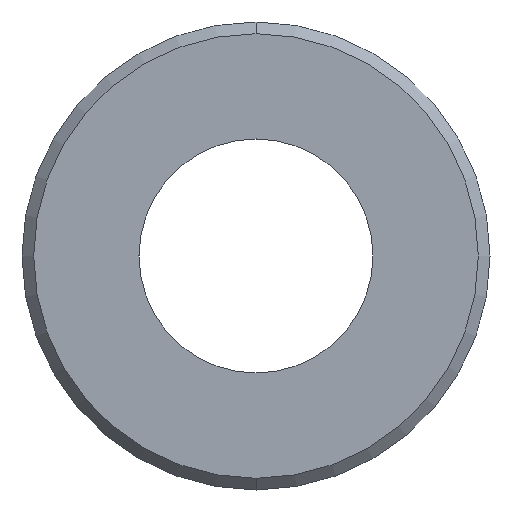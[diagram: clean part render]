
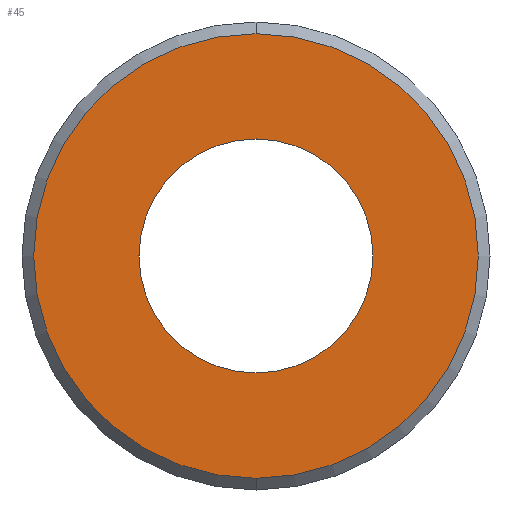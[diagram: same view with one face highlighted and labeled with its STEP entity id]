
A CAD part, front view. The second image highlights one B-rep face of the part: STEP entity #45.
In plain terms, the highlighted planar face has unit normal (0, -1, 0).
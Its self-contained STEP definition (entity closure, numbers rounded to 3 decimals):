
#16 = EDGE_CURVE ( 'NONE', #351, #368, #131, .T. ) ;
#17 = EDGE_CURVE ( 'NONE', #335, #369, #143, .T. ) ;
#24 = EDGE_CURVE ( 'NONE', #369, #335, #127, .T. ) ;
#44 = EDGE_CURVE ( 'NONE', #368, #351, #136, .T. ) ;
#45 = ADVANCED_FACE ( 'NONE', ( #396, #373 ), #162, .T. ) ;
#90 = AXIS2_PLACEMENT_3D ( 'NONE', #153, #189, #257 ) ;
#93 = AXIS2_PLACEMENT_3D ( 'NONE', #259, #149, #302 ) ;
#95 = AXIS2_PLACEMENT_3D ( 'NONE', #229, #231, #244 ) ;
#113 = AXIS2_PLACEMENT_3D ( 'NONE', #236, #235, #232 ) ;
#127 = CIRCLE ( 'NONE', #133, 5. ) ;
#131 = CIRCLE ( 'NONE', #90, 9.5 ) ;
#133 = AXIS2_PLACEMENT_3D ( 'NONE', #157, #212, #186 ) ;
#136 = CIRCLE ( 'NONE', #113, 9.5 ) ;
#143 = CIRCLE ( 'NONE', #93, 5. ) ;
#149 = DIRECTION ( 'NONE',  ( 0., -1., 0. ) ) ;
#153 = CARTESIAN_POINT ( 'NONE',  ( 0., 0., 0. ) ) ;
#157 = CARTESIAN_POINT ( 'NONE',  ( 0., 0., 0. ) ) ;
#162 = PLANE ( 'NONE',  #95 ) ;
#172 = CARTESIAN_POINT ( 'NONE',  ( 0., 0., -9.5 ) ) ;
#178 = CARTESIAN_POINT ( 'NONE',  ( 0., 0., 5. ) ) ;
#186 = DIRECTION ( 'NONE',  ( 0., 0., -1. ) ) ;
#189 = DIRECTION ( 'NONE',  ( 0., -1., 0. ) ) ;
#212 = DIRECTION ( 'NONE',  ( 0., -1., 0. ) ) ;
#222 = CARTESIAN_POINT ( 'NONE',  ( 0., 0., -5. ) ) ;
#229 = CARTESIAN_POINT ( 'NONE',  ( 5., 0., 0. ) ) ;
#230 = CARTESIAN_POINT ( 'NONE',  ( 0., 0., 9.5 ) ) ;
#231 = DIRECTION ( 'NONE',  ( 0., -1., 0. ) ) ;
#232 = DIRECTION ( 'NONE',  ( 0., 0., -1. ) ) ;
#235 = DIRECTION ( 'NONE',  ( 0., -1., 0. ) ) ;
#236 = CARTESIAN_POINT ( 'NONE',  ( 0., 0., 0. ) ) ;
#244 = DIRECTION ( 'NONE',  ( 0., 0., -1. ) ) ;
#257 = DIRECTION ( 'NONE',  ( 0., 0., -1. ) ) ;
#259 = CARTESIAN_POINT ( 'NONE',  ( 0., 0., 0. ) ) ;
#302 = DIRECTION ( 'NONE',  ( 0., 0., -1. ) ) ;
#325 = ORIENTED_EDGE ( 'NONE', *, *, #17, .F. ) ;
#335 = VERTEX_POINT ( 'NONE', #222 ) ;
#340 = ORIENTED_EDGE ( 'NONE', *, *, #24, .F. ) ;
#341 = ORIENTED_EDGE ( 'NONE', *, *, #16, .T. ) ;
#351 = VERTEX_POINT ( 'NONE', #230 ) ;
#366 = ORIENTED_EDGE ( 'NONE', *, *, #44, .T. ) ;
#368 = VERTEX_POINT ( 'NONE', #172 ) ;
#369 = VERTEX_POINT ( 'NONE', #178 ) ;
#373 = FACE_BOUND ( 'NONE', #468, .T. ) ;
#392 = EDGE_LOOP ( 'NONE', ( #341, #366 ) ) ;
#396 = FACE_OUTER_BOUND ( 'NONE', #392, .T. ) ;
#468 = EDGE_LOOP ( 'NONE', ( #325, #340 ) ) ;
